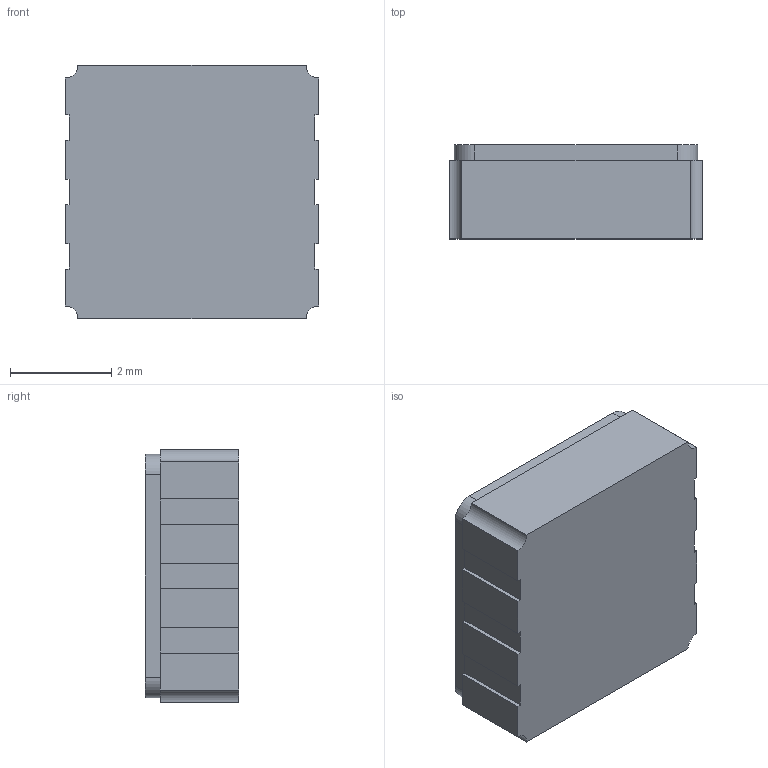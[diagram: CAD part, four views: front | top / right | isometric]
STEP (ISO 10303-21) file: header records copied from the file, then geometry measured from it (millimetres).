
FILE_DESCRIPTION (( 'STEP AP203' ), '1' );
FILE_NAME ('GM-402B.STEP', '2024-09-27T21:00:58', ( '' ), ( '' ), 'SwSTEP 2.0', 'SolidWorks 2023', '' );
FILE_SCHEMA (( 'CONFIG_CONTROL_DESIGN' ));
Length unit declared in the file: millimetre
Products named in the file (1): GM-402B
Bounding box: 5 x 1.85 x 5 mm (x, y, z)
Volume: 26.4 mm3; surface area: 140.3 mm2
Topology: 1 solids, 1 shells, 67 faces, 186 edges, 124 vertices
Faces by surface type: plane 41, cylinder 26
Entity records: 2261 total; most frequent: CARTESIAN_POINT 378, DIRECTION 374, ORIENTED_EDGE 372, EDGE_CURVE 186, LINE 134, VECTOR 134, VERTEX_POINT 124, AXIS2_PLACEMENT_3D 120
